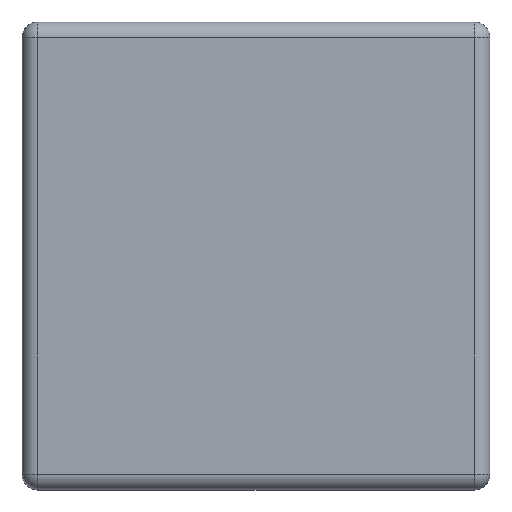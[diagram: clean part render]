
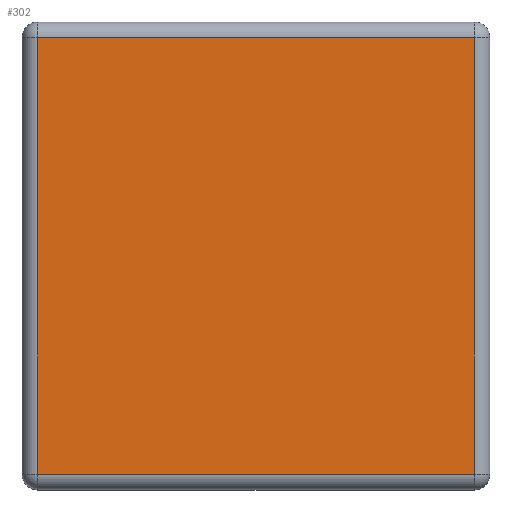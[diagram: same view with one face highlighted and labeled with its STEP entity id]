
A CAD part, top view. The second image highlights one B-rep face of the part: STEP entity #302.
In plain terms, the highlighted planar face has unit normal (0, 0, 1).
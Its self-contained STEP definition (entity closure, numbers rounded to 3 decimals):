
#128 = VERTEX_POINT('',#129);
#129 = CARTESIAN_POINT('',(-1.4,1.4,1.));
#136 = EDGE_CURVE('',#128,#137,#139,.T.);
#137 = VERTEX_POINT('',#138);
#138 = CARTESIAN_POINT('',(-1.4,-1.4,1.));
#139 = LINE('',#140,#141);
#140 = CARTESIAN_POINT('',(-1.4,1.5,1.));
#141 = VECTOR('',#142,1.);
#142 = DIRECTION('',(0.,-1.,0.));
#302 = ADVANCED_FACE('',(#303),#328,.T.);
#303 = FACE_BOUND('',#304,.T.);
#304 = EDGE_LOOP('',(#305,#306,#314,#322));
#305 = ORIENTED_EDGE('',*,*,#136,.T.);
#306 = ORIENTED_EDGE('',*,*,#307,.T.);
#307 = EDGE_CURVE('',#137,#308,#310,.T.);
#308 = VERTEX_POINT('',#309);
#309 = CARTESIAN_POINT('',(1.4,-1.4,1.));
#310 = LINE('',#311,#312);
#311 = CARTESIAN_POINT('',(-1.5,-1.4,1.));
#312 = VECTOR('',#313,1.);
#313 = DIRECTION('',(1.,0.,0.));
#314 = ORIENTED_EDGE('',*,*,#315,.T.);
#315 = EDGE_CURVE('',#308,#316,#318,.T.);
#316 = VERTEX_POINT('',#317);
#317 = CARTESIAN_POINT('',(1.4,1.4,1.));
#318 = LINE('',#319,#320);
#319 = CARTESIAN_POINT('',(1.4,-1.5,1.));
#320 = VECTOR('',#321,1.);
#321 = DIRECTION('',(0.,1.,0.));
#322 = ORIENTED_EDGE('',*,*,#323,.T.);
#323 = EDGE_CURVE('',#316,#128,#324,.T.);
#324 = LINE('',#325,#326);
#325 = CARTESIAN_POINT('',(1.5,1.4,1.));
#326 = VECTOR('',#327,1.);
#327 = DIRECTION('',(-1.,0.,0.));
#328 = PLANE('',#329);
#329 = AXIS2_PLACEMENT_3D('',#330,#331,#332);
#330 = CARTESIAN_POINT('',(0.,0.,1.));
#331 = DIRECTION('',(0.,0.,1.));
#332 = DIRECTION('',(1.,0.,0.));
